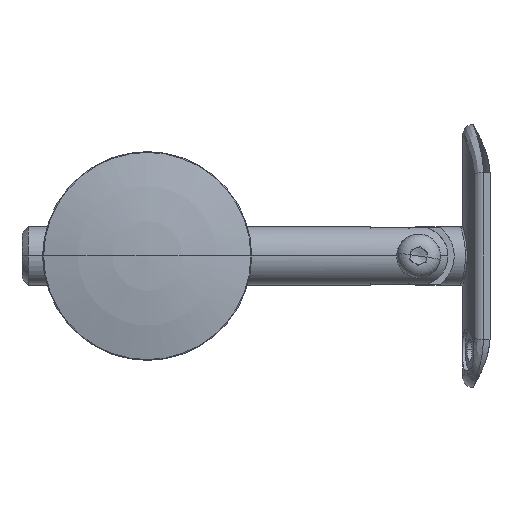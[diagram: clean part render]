
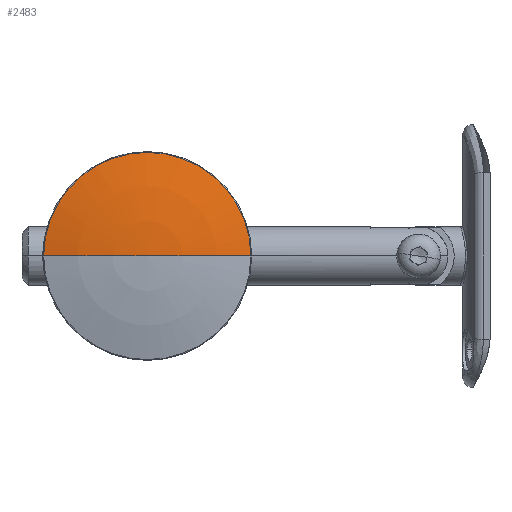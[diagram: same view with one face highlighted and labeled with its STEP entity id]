
A CAD part, front view. The second image highlights one B-rep face of the part: STEP entity #2483.
In plain terms, the highlighted toroidal (fillet/blend) face has major radius 0.006 mm and minor radius 105.62 mm.
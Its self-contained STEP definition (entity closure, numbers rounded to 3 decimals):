
#10 = CARTESIAN_POINT ( 'NONE',  ( 9.956, 0., 0. ) ) ;
#752 = CARTESIAN_POINT ( 'NONE',  ( 7.002, 0., 0. ) ) ;
#985 = DIRECTION ( 'NONE',  ( 1., 0., 0. ) ) ;
#1192 = CIRCLE ( 'NONE', #4960, 105.62 ) ;
#1500 = DIRECTION ( 'NONE',  ( 0., -1., 0. ) ) ;
#1925 = CARTESIAN_POINT ( 'NONE',  ( 7.002, 24.809, 0. ) ) ;
#2095 = ORIENTED_EDGE ( 'NONE', *, *, #8903, .T. ) ;
#2208 = DIRECTION ( 'NONE',  ( 0., -1., 0. ) ) ;
#2248 = ORIENTED_EDGE ( 'NONE', *, *, #5612, .F. ) ;
#2273 = DIRECTION ( 'NONE',  ( -1., 0., 0. ) ) ;
#2282 = AXIS2_PLACEMENT_3D ( 'NONE', #6594, #2976, #1500 ) ;
#2483 = ADVANCED_FACE ( 'NONE', ( #6623 ), #8365, .T. ) ;
#2560 = DIRECTION ( 'NONE',  ( 0., 1., 0. ) ) ;
#2721 = VERTEX_POINT ( 'NONE', #1925 ) ;
#2976 = DIRECTION ( 'NONE',  ( 0., 0., 1. ) ) ;
#3103 = CARTESIAN_POINT ( 'NONE',  ( 7.002, -24.809, 0. ) ) ;
#4482 = DIRECTION ( 'NONE',  ( 0., 0., -1. ) ) ;
#4956 = VERTEX_POINT ( 'NONE', #3103 ) ;
#4960 = AXIS2_PLACEMENT_3D ( 'NONE', #7271, #4482, #2273 ) ;
#5244 = CIRCLE ( 'NONE', #8867, 24.809 ) ;
#5612 = EDGE_CURVE ( 'NONE', #2721, #6218, #1192, .T. ) ;
#5901 = DIRECTION ( 'NONE',  ( 1., 0., 0. ) ) ;
#6218 = VERTEX_POINT ( 'NONE', #10 ) ;
#6594 = CARTESIAN_POINT ( 'NONE',  ( -95.664, -0.006, 0. ) ) ;
#6623 = FACE_OUTER_BOUND ( 'NONE', #8872, .T. ) ;
#7181 = EDGE_CURVE ( 'NONE', #2721, #4956, #5244, .T. ) ;
#7271 = CARTESIAN_POINT ( 'NONE',  ( -95.664, 0.006, 0. ) ) ;
#8223 = ORIENTED_EDGE ( 'NONE', *, *, #7181, .T. ) ;
#8365 = TOROIDAL_SURFACE ( 'NONE', #8608, 0.006, 105.62 ) ;
#8486 = CARTESIAN_POINT ( 'NONE',  ( -95.664, 0., 0. ) ) ;
#8608 = AXIS2_PLACEMENT_3D ( 'NONE', #8486, #985, #2560 ) ;
#8867 = AXIS2_PLACEMENT_3D ( 'NONE', #752, #5901, #2208 ) ;
#8872 = EDGE_LOOP ( 'NONE', ( #8223, #2095, #2248 ) ) ;
#8903 = EDGE_CURVE ( 'NONE', #4956, #6218, #8930, .T. ) ;
#8930 = CIRCLE ( 'NONE', #2282, 105.62 ) ;
